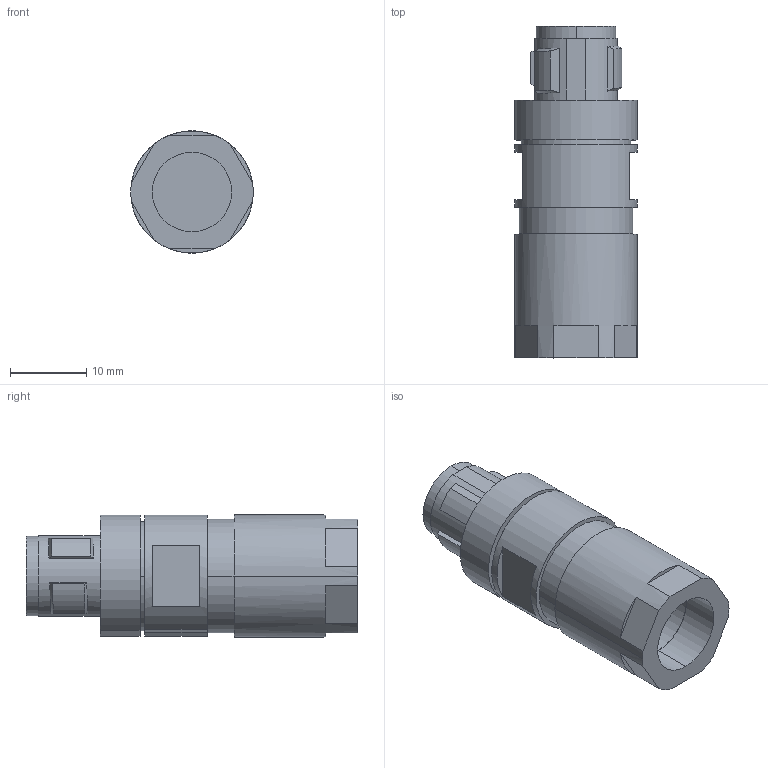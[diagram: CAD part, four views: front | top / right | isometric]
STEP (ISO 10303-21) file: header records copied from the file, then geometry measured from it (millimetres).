
FILE_DESCRIPTION(('Creo Elements/Direct Modeling STEP Export'),'2;1');
FILE_NAME('model.stp','2020-07-09T10:05:35',(''),(''),'Creo Elements/Direct Modeling STEP processor for AP214 (Solid Model)','Creo Elements/Direct Modeling 20.1A 29-Sep-2018 (C) Parametric Technology GmbH','');
FILE_SCHEMA(('AUTOMOTIVE_DESIGN { 1 0 10303 214 1 1 1 1 }'));
Length unit declared in the file: millimetre
Products named in the file (2): SACC_M12MSX_8CT_CL_SH-select
Assembly tree (1 placements, depth 2):
  SACC_M12MSX_8CT_CL_SH-select
    SACC_M12MSX_8CT_CL_SH-select
Bounding box: 16 x 43.4 x 16 mm (x, y, z)
Volume: 6199.7 mm3; surface area: 3402 mm2
Topology: 1 solids, 1 shells, 138 faces, 324 edges, 218 vertices
Faces by surface type: plane 79, cylinder 51, bspline 6, cone 2
Entity records: 6226 total; most frequent: CARTESIAN_POINT 2117, ORIENTED_EDGE 648, DIRECTION 536, EDGE_CURVE 324, VERTEX_POINT 218, AXIS2_PLACEMENT_3D 187, EDGE_LOOP 168, VECTOR 162
